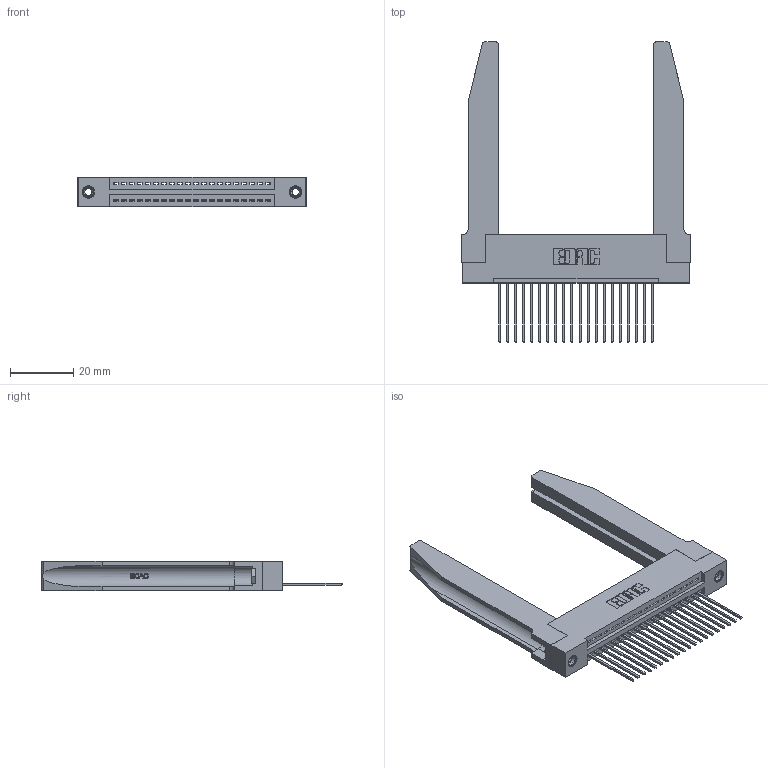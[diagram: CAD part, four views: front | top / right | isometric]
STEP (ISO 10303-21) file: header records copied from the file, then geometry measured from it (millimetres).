
FILE_DESCRIPTION (( 'STEP AP203' ), '1' );
FILE_NAME ('395-020-541-178.STEP', '2019-10-17T18:57:06', ( '' ), ( '' ), 'SwSTEP 2.0', 'SolidWorks 2016', '' );
FILE_SCHEMA (( 'CONFIG_CONTROL_DESIGN' ));
Length unit declared in the file: inch
Products named in the file (5): 345-220-078_345-220-078; 345 Part_Flush Mounting Lugs - 0.156 Dia-TH; 395-020-541-178; 345-292-001_345-293-141; 345-250-001_345-250-001-102
Assembly tree (25 placements, depth 2):
  395-020-541-178
    345 Part_Flush Mounting Lugs - 0.156 Dia-TH
    345-292-001_345-293-141  x20
    345-250-001_345-250-001-102  x2
    345-220-078_345-220-078  x2
Bounding box: 72.03 x 94.92 x 9.4 mm (x, y, z)
Volume: 14498.2 mm3; surface area: 15875.4 mm2
Topology: 25 solids, 25 shells, 1520 faces, 4469 edges, 2942 vertices
Faces by surface type: plane 1022, cylinder 446, bspline 36, cone 12, torus 4
Entity records: 22772 total; most frequent: CARTESIAN_POINT 4843, ORIENTED_EDGE 3694, DIRECTION 3269, EDGE_CURVE 1847, VECTOR 1541, LINE 1541, VERTEX_POINT 1224, AXIS2_PLACEMENT_3D 864
